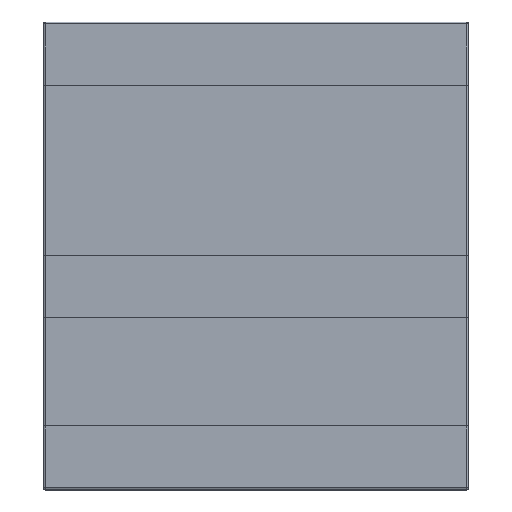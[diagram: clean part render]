
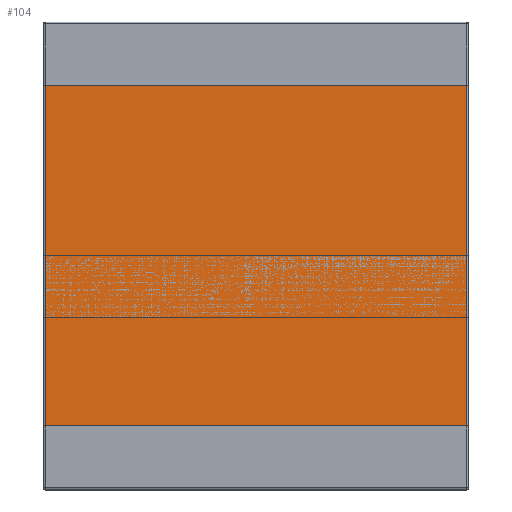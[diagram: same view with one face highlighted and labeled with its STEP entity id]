
A CAD part, top view. The second image highlights one B-rep face of the part: STEP entity #104.
In plain terms, the highlighted planar face has unit normal (0, 0, 1).
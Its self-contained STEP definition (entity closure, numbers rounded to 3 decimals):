
#104 = ADVANCED_FACE( '', ( #206 ), #207, .T. );
#206 = FACE_OUTER_BOUND( '', #306, .T. );
#207 = PLANE( '', #307 );
#306 = EDGE_LOOP( '', ( #514, #515, #516, #517 ) );
#307 = AXIS2_PLACEMENT_3D( '', #518, #519, #520 );
#514 = ORIENTED_EDGE( '', *, *, #632, .T. );
#515 = ORIENTED_EDGE( '', *, *, #639, .T. );
#516 = ORIENTED_EDGE( '', *, *, #594, .T. );
#517 = ORIENTED_EDGE( '', *, *, #576, .T. );
#518 = CARTESIAN_POINT( '', ( -2.54, -2.035, 1.6 ) );
#519 = DIRECTION( '', ( 0., 0., 1. ) );
#520 = DIRECTION( '', ( 1., 0., 0. ) );
#576 = EDGE_CURVE( '', #665, #669, #671, .T. );
#594 = EDGE_CURVE( '', #697, #665, #698, .T. );
#632 = EDGE_CURVE( '', #669, #754, #756, .T. );
#639 = EDGE_CURVE( '', #754, #697, #763, .T. );
#665 = VERTEX_POINT( '', #789 );
#669 = VERTEX_POINT( '', #794 );
#671 = LINE( '', #796, #797 );
#697 = VERTEX_POINT( '', #828 );
#698 = LINE( '', #829, #830 );
#754 = VERTEX_POINT( '', #906 );
#756 = LINE( '', #908, #909 );
#763 = LINE( '', #919, #920 );
#789 = CARTESIAN_POINT( '', ( 2.52, -2.035, 1.6 ) );
#794 = CARTESIAN_POINT( '', ( 2.52, 2.035, 1.6 ) );
#796 = CARTESIAN_POINT( '', ( 2.52, 2.035, 1.6 ) );
#797 = VECTOR( '', #956, 1000. );
#828 = CARTESIAN_POINT( '', ( -2.52, -2.035, 1.6 ) );
#829 = CARTESIAN_POINT( '', ( -2.54, -2.035, 1.6 ) );
#830 = VECTOR( '', #983, 1000. );
#906 = CARTESIAN_POINT( '', ( -2.52, 2.035, 1.6 ) );
#908 = CARTESIAN_POINT( '', ( 2.54, 2.035, 1.6 ) );
#909 = VECTOR( '', #1034, 1000. );
#919 = CARTESIAN_POINT( '', ( -2.52, -2.035, 1.6 ) );
#920 = VECTOR( '', #1041, 1000. );
#956 = DIRECTION( '', ( 0., 1., 0. ) );
#983 = DIRECTION( '', ( 1., 0., 0. ) );
#1034 = DIRECTION( '', ( -1., 0., 0. ) );
#1041 = DIRECTION( '', ( 0., -1., 0. ) );
